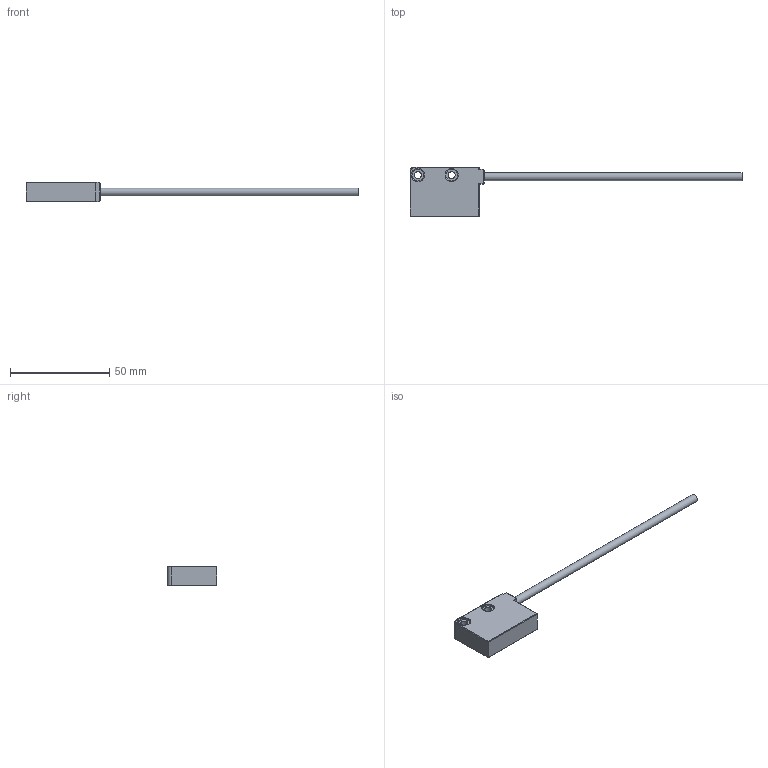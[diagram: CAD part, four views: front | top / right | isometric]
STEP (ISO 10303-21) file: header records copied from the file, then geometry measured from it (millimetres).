
FILE_DESCRIPTION(/* description */ ('Typ: LHR5-10-I-L-XX,X-5-100'),/* implementation_level */ '2;1');
FILE_NAME(/* name */ '330037-0.step',/* time_stamp */ '2021-09-06T14:47:50+02:00',/* author */ ('MuellerJ'),/* organization */ (''),/* preprocessor_version */ 'ST-DEVELOPER v18.1',/* originating_system */ 'Autodesk Inventor 2021',/* authorisation */ '');
FILE_SCHEMA (('AUTOMOTIVE_DESIGN { 1 0 10303 214 3 1 1 }'));
Length unit declared in the file: millimetre
Products named in the file (1): leer
Bounding box: 167.5 x 25 x 10 mm (x, y, z)
Volume: 10259.5 mm3; surface area: 4841.8 mm2
Topology: 1 solids, 1 shells, 51 faces, 114 edges, 70 vertices
Faces by surface type: cylinder 26, plane 19, torus 6
Full cylindrical faces by diameter (mm): 2.5 x2, 3.5 x2, 4 x1, 6 x4
Entity records: 1555 total; most frequent: CARTESIAN_POINT 306, DIRECTION 266, ORIENTED_EDGE 228, EDGE_CURVE 114, AXIS2_PLACEMENT_3D 104, VERTEX_POINT 70, EDGE_LOOP 64, LINE 58
